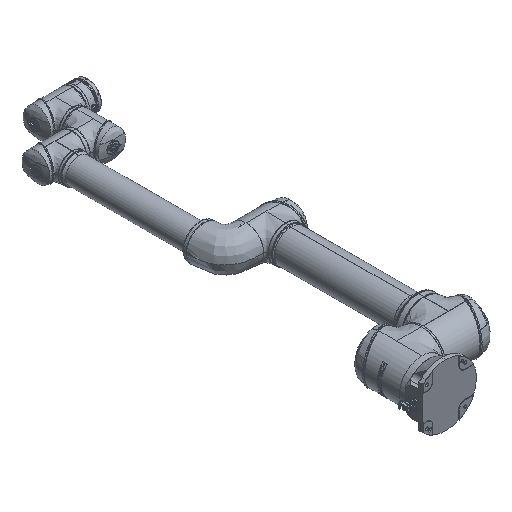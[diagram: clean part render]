
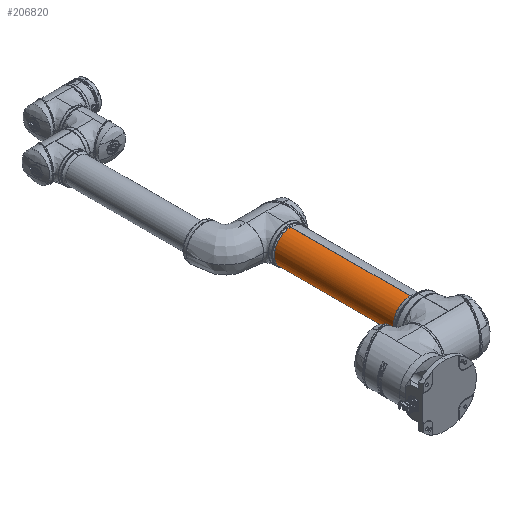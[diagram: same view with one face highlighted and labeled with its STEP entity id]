
A CAD part, isometric view. The second image highlights one B-rep face of the part: STEP entity #206820.
In plain terms, the highlighted cylindrical face has radius 55 mm (diameter 110 mm), a partial arc.
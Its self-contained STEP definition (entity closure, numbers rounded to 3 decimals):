
#5280 = CARTESIAN_POINT ( 'NONE',  ( -151.655, 293.029, -41.436 ) ) ;
#7087 = CARTESIAN_POINT ( 'NONE',  ( -138.564, 293.029, -24.373 ) ) ;
#7427 = CARTESIAN_POINT ( 'NONE',  ( -163.627, 690.335, 49.436 ) ) ;
#8005 = CARTESIAN_POINT ( 'NONE',  ( -134.759, 293.029, -14.261 ) ) ;
#9244 = CARTESIAN_POINT ( 'NONE',  ( -160.437, 690.335, -47.731 ) ) ;
#11041 = CARTESIAN_POINT ( 'NONE',  ( -170.278, 690.335, 52.191 ) ) ;
#14441 = B_SPLINE_CURVE_WITH_KNOTS ( 'NONE', 3,
 ( #91863, #155223, #113868, #29417, #92767, #176348, #9244, #220315, #49625, #50534, #196527, #263344, #197429, #52324, #199246, #51441, #136817, #94534, #112931, #71600, #241348, #95436, #242237, #157897, #218527, #260626, #31238, #115667, #7427, #11041, #32150, #135007, #261547, #116576 ),
 .UNSPECIFIED., .F., .F.,
 ( 4, 2, 2, 2, 2, 2, 2, 2, 2, 2, 2, 2, 2, 2, 2, 2, 4 ),
 ( 0.5, 0.531, 0.563, 0.594, 0.625, 0.656, 0.688, 0.719, 0.75, 0.781, 0.813, 0.844, 0.875, 0.906, 0.938, 0.969, 1. ),
 .UNSPECIFIED. ) ;
#18317 = VERTEX_POINT ( 'NONE', #87895 ) ;
#21148 = FACE_OUTER_BOUND ( 'NONE', #225430, .T. ) ;
#25146 = VECTOR ( 'NONE', #164792, 1000. ) ;
#26378 = CARTESIAN_POINT ( 'NONE',  ( -173.739, 293.029, -53.241 ) ) ;
#27295 = CARTESIAN_POINT ( 'NONE',  ( -180.801, 293.029, -54.645 ) ) ;
#28066 = VECTOR ( 'NONE', #153915, 1000. ) ;
#29095 = CARTESIAN_POINT ( 'NONE',  ( -160.437, 293.029, -47.731 ) ) ;
#29417 = CARTESIAN_POINT ( 'NONE',  ( -173.739, 690.335, -53.241 ) ) ;
#29997 = CARTESIAN_POINT ( 'NONE',  ( -138.564, 293.029, 24.373 ) ) ;
#31238 = CARTESIAN_POINT ( 'NONE',  ( -154.451, 690.335, 43.731 ) ) ;
#32150 = CARTESIAN_POINT ( 'NONE',  ( -173.739, 690.335, 53.241 ) ) ;
#41586 = VERTEX_POINT ( 'NONE', #116569 ) ;
#42233 = EDGE_CURVE ( 'NONE', #161993, #224749, #241437, .T. ) ;
#47473 = CARTESIAN_POINT ( 'NONE',  ( -140.269, 293.029, 27.563 ) ) ;
#48386 = CARTESIAN_POINT ( 'NONE',  ( -170.278, 293.029, -52.191 ) ) ;
#49625 = CARTESIAN_POINT ( 'NONE',  ( -151.655, 690.335, -41.436 ) ) ;
#50534 = CARTESIAN_POINT ( 'NONE',  ( -146.564, 690.335, -36.345 ) ) ;
#51441 = CARTESIAN_POINT ( 'NONE',  ( -133.355, 690.335, -7.199 ) ) ;
#52324 = CARTESIAN_POINT ( 'NONE',  ( -135.809, 690.335, -17.722 ) ) ;
#59738 = ORIENTED_EDGE ( 'NONE', *, *, #75555, .T. ) ;
#64029 = CARTESIAN_POINT ( 'NONE',  ( -180.801, 293.029, 54.645 ) ) ;
#64949 = CARTESIAN_POINT ( 'NONE',  ( -144.269, 293.029, 33.549 ) ) ;
#71600 = CARTESIAN_POINT ( 'NONE',  ( -134.759, 690.335, 14.261 ) ) ;
#75555 = EDGE_CURVE ( 'NONE', #224749, #18317, #169262, .T. ) ;
#80121 = CYLINDRICAL_SURFACE ( 'NONE', #160310, 55. ) ;
#85324 = CARTESIAN_POINT ( 'NONE',  ( -188., 254.335, 0. ) ) ;
#87895 = CARTESIAN_POINT ( 'NONE',  ( -188., 690.335, -55. ) ) ;
#87906 = CARTESIAN_POINT ( 'NONE',  ( -170.278, 293.029, 52.191 ) ) ;
#88053 = DIRECTION ( 'NONE',  ( 0., 0., 1. ) ) ;
#90631 = CARTESIAN_POINT ( 'NONE',  ( -133., 293.029, -3.6 ) ) ;
#91863 = CARTESIAN_POINT ( 'NONE',  ( -188., 690.335, -55. ) ) ;
#92767 = CARTESIAN_POINT ( 'NONE',  ( -170.278, 690.335, -52.191 ) ) ;
#94534 = CARTESIAN_POINT ( 'NONE',  ( -133., 690.335, 3.6 ) ) ;
#95436 = CARTESIAN_POINT ( 'NONE',  ( -138.564, 690.335, 24.373 ) ) ;
#105834 = ORIENTED_EDGE ( 'NONE', *, *, #113505, .F. ) ;
#106277 = CARTESIAN_POINT ( 'NONE',  ( -173.739, 293.029, 53.241 ) ) ;
#111712 = CARTESIAN_POINT ( 'NONE',  ( -134.759, 293.029, 14.261 ) ) ;
#111869 = CARTESIAN_POINT ( 'NONE',  ( -188., 293.029, -55. ) ) ;
#112931 = CARTESIAN_POINT ( 'NONE',  ( -133.355, 690.335, 7.199 ) ) ;
#113505 = EDGE_CURVE ( 'NONE', #161993, #41586, #205785, .T. ) ;
#113868 = CARTESIAN_POINT ( 'NONE',  ( -180.801, 690.335, -54.645 ) ) ;
#115667 = CARTESIAN_POINT ( 'NONE',  ( -160.437, 690.335, 47.731 ) ) ;
#116569 = CARTESIAN_POINT ( 'NONE',  ( -188., 690.335, 55. ) ) ;
#116576 = CARTESIAN_POINT ( 'NONE',  ( -188., 690.335, 55. ) ) ;
#118859 = ORIENTED_EDGE ( 'NONE', *, *, #42233, .T. ) ;
#119421 = CARTESIAN_POINT ( 'NONE',  ( -188., 293.029, 55. ) ) ;
#127419 = CARTESIAN_POINT ( 'NONE',  ( -160.437, 293.029, 47.731 ) ) ;
#130160 = CARTESIAN_POINT ( 'NONE',  ( -151.655, 293.029, 41.436 ) ) ;
#135007 = CARTESIAN_POINT ( 'NONE',  ( -180.801, 690.335, 54.645 ) ) ;
#136817 = CARTESIAN_POINT ( 'NONE',  ( -133., 690.335, -3.6 ) ) ;
#148563 = CARTESIAN_POINT ( 'NONE',  ( -154.451, 293.029, 43.731 ) ) ;
#152181 = CARTESIAN_POINT ( 'NONE',  ( -154.451, 293.029, -43.731 ) ) ;
#153083 = CARTESIAN_POINT ( 'NONE',  ( -146.564, 293.029, -36.345 ) ) ;
#153915 = DIRECTION ( 'NONE',  ( 0., 1., 0. ) ) ;
#154879 = CARTESIAN_POINT ( 'NONE',  ( -133., 293.029, 3.6 ) ) ;
#155223 = CARTESIAN_POINT ( 'NONE',  ( -184.4, 690.335, -55. ) ) ;
#157897 = CARTESIAN_POINT ( 'NONE',  ( -144.269, 690.335, 33.549 ) ) ;
#160310 = AXIS2_PLACEMENT_3D ( 'NONE', #85324, #213821, #88053 ) ;
#161993 = VERTEX_POINT ( 'NONE', #119421 ) ;
#162994 = CARTESIAN_POINT ( 'NONE',  ( -188., 254.335, 55. ) ) ;
#164792 = DIRECTION ( 'NONE',  ( 0., 1., 0. ) ) ;
#169262 = LINE ( 'NONE', #271346, #28066 ) ;
#169653 = CARTESIAN_POINT ( 'NONE',  ( -184.4, 293.029, 55. ) ) ;
#176013 = CARTESIAN_POINT ( 'NONE',  ( -133.355, 293.029, 7.199 ) ) ;
#176348 = CARTESIAN_POINT ( 'NONE',  ( -163.627, 690.335, -49.436 ) ) ;
#179768 = EDGE_CURVE ( 'NONE', #18317, #41586, #14441, .T. ) ;
#190740 = CARTESIAN_POINT ( 'NONE',  ( -146.564, 293.029, 36.345 ) ) ;
#191641 = CARTESIAN_POINT ( 'NONE',  ( -188., 293.029, 55. ) ) ;
#196527 = CARTESIAN_POINT ( 'NONE',  ( -144.269, 690.335, -33.549 ) ) ;
#197429 = CARTESIAN_POINT ( 'NONE',  ( -138.564, 690.335, -24.373 ) ) ;
#199246 = CARTESIAN_POINT ( 'NONE',  ( -134.759, 690.335, -14.261 ) ) ;
#205697 = ORIENTED_EDGE ( 'NONE', *, *, #179768, .T. ) ;
#205785 = LINE ( 'NONE', #162994, #25146 ) ;
#206820 = ADVANCED_FACE ( 'NONE', ( #21148 ), #80121, .T. ) ;
#212753 = CARTESIAN_POINT ( 'NONE',  ( -163.627, 293.029, 49.436 ) ) ;
#213821 = DIRECTION ( 'NONE',  ( 0., 1., 0. ) ) ;
#215500 = CARTESIAN_POINT ( 'NONE',  ( -140.269, 293.029, -27.563 ) ) ;
#218191 = CARTESIAN_POINT ( 'NONE',  ( -188., 293.029, -55. ) ) ;
#218527 = CARTESIAN_POINT ( 'NONE',  ( -146.564, 690.335, 36.345 ) ) ;
#220315 = CARTESIAN_POINT ( 'NONE',  ( -154.451, 690.335, -43.731 ) ) ;
#224749 = VERTEX_POINT ( 'NONE', #111869 ) ;
#225430 = EDGE_LOOP ( 'NONE', ( #118859, #59738, #205697, #105834 ) ) ;
#235609 = CARTESIAN_POINT ( 'NONE',  ( -163.627, 293.029, -49.436 ) ) ;
#236523 = CARTESIAN_POINT ( 'NONE',  ( -144.269, 293.029, -33.549 ) ) ;
#237429 = CARTESIAN_POINT ( 'NONE',  ( -135.809, 293.029, -17.722 ) ) ;
#238336 = CARTESIAN_POINT ( 'NONE',  ( -133.355, 293.029, -7.199 ) ) ;
#241348 = CARTESIAN_POINT ( 'NONE',  ( -135.809, 690.335, 17.722 ) ) ;
#241437 = B_SPLINE_CURVE_WITH_KNOTS ( 'NONE', 3,
 ( #191641, #169653, #64029, #106277, #87906, #212753, #127419, #148563, #130160, #190740, #64949, #47473, #29997, #258500, #111712, #176013, #154879, #90631, #238336, #8005, #237429, #7087, #215500, #236523, #153083, #5280, #152181, #29095, #235609, #48386, #26378, #27295, #260296, #218191 ),
 .UNSPECIFIED., .F., .F.,
 ( 4, 2, 2, 2, 2, 2, 2, 2, 2, 2, 2, 2, 2, 2, 2, 2, 4 ),
 ( 0., 0.031, 0.062, 0.094, 0.125, 0.156, 0.187, 0.219, 0.25, 0.281, 0.313, 0.344, 0.375, 0.406, 0.438, 0.469, 0.5 ),
 .UNSPECIFIED. ) ;
#242237 = CARTESIAN_POINT ( 'NONE',  ( -140.269, 690.335, 27.563 ) ) ;
#258500 = CARTESIAN_POINT ( 'NONE',  ( -135.809, 293.029, 17.722 ) ) ;
#260296 = CARTESIAN_POINT ( 'NONE',  ( -184.4, 293.029, -55. ) ) ;
#260626 = CARTESIAN_POINT ( 'NONE',  ( -151.655, 690.335, 41.436 ) ) ;
#261547 = CARTESIAN_POINT ( 'NONE',  ( -184.4, 690.335, 55. ) ) ;
#263344 = CARTESIAN_POINT ( 'NONE',  ( -140.269, 690.335, -27.563 ) ) ;
#271346 = CARTESIAN_POINT ( 'NONE',  ( -188., 254.335, -55. ) ) ;
